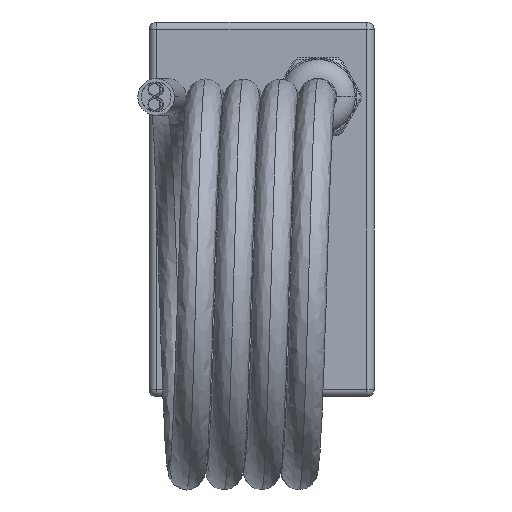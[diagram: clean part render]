
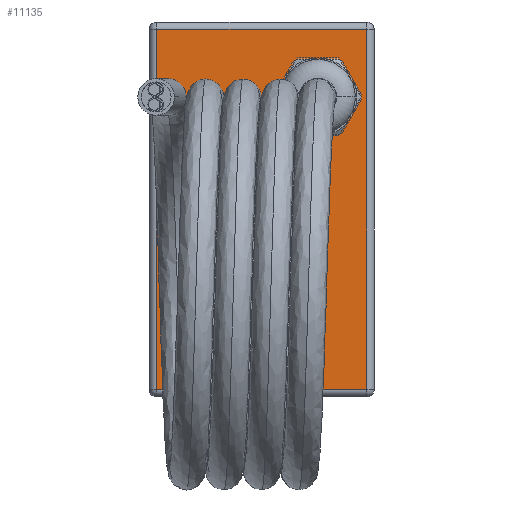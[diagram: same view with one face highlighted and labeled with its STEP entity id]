
A CAD part, left-side view. The second image highlights one B-rep face of the part: STEP entity #11135.
In plain terms, the highlighted planar face has unit normal (-1, 0, 0).
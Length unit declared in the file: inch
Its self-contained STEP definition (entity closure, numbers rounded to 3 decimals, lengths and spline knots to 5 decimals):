
#1145 = ORIENTED_EDGE ( 'NONE', *, *, #4423, .T. ) ;
#2809 = DIRECTION ( 'NONE',  ( 1., 0., 0. ) ) ;
#3090 = CARTESIAN_POINT ( 'NONE',  ( -1.25, 0.75, -1.2 ) ) ;
#3099 = EDGE_CURVE ( 'NONE', #7694, #6562, #17917, .T. ) ;
#3760 = DIRECTION ( 'NONE',  ( 0., 0., -1. ) ) ;
#4015 = CARTESIAN_POINT ( 'NONE',  ( -1.25, 0.7, 1.2 ) ) ;
#4423 = EDGE_CURVE ( 'NONE', #14702, #7694, #16499, .T. ) ;
#4439 = VECTOR ( 'NONE', #9360, 39.37008 ) ;
#5300 = CARTESIAN_POINT ( 'NONE',  ( -1.25, -0.7, 1.25 ) ) ;
#5473 = VERTEX_POINT ( 'NONE', #9945 ) ;
#6457 = CARTESIAN_POINT ( 'NONE',  ( -1.25, 0.7, 1.25 ) ) ;
#6531 = EDGE_LOOP ( 'NONE', ( #1145, #10199, #11120, #10783 ) ) ;
#6562 = VERTEX_POINT ( 'NONE', #14498 ) ;
#6911 = CARTESIAN_POINT ( 'NONE',  ( -1.25, 0.7, -1.2 ) ) ;
#7694 = VERTEX_POINT ( 'NONE', #6911 ) ;
#8182 = DIRECTION ( 'NONE',  ( 0., 0., 1. ) ) ;
#8585 = PLANE ( 'NONE',  #15262 ) ;
#8653 = FACE_OUTER_BOUND ( 'NONE', #6531, .T. ) ;
#9106 = DIRECTION ( 'NONE',  ( 0., -1., 0. ) ) ;
#9360 = DIRECTION ( 'NONE',  ( 0., 1., 0. ) ) ;
#9945 = CARTESIAN_POINT ( 'NONE',  ( -1.25, -0.7, 1.2 ) ) ;
#10188 = CARTESIAN_POINT ( 'NONE',  ( -1.25, 0.75, 1.25 ) ) ;
#10199 = ORIENTED_EDGE ( 'NONE', *, *, #3099, .T. ) ;
#10783 = ORIENTED_EDGE ( 'NONE', *, *, #13930, .T. ) ;
#11120 = ORIENTED_EDGE ( 'NONE', *, *, #17941, .T. ) ;
#11135 = ADVANCED_FACE ( 'NONE', ( #8653 ), #8585, .F. ) ;
#12141 = CARTESIAN_POINT ( 'NONE',  ( -1.25, 0.75, 1.2 ) ) ;
#12655 = VECTOR ( 'NONE', #3760, 39.37008 ) ;
#12935 = LINE ( 'NONE', #12141, #4439 ) ;
#13930 = EDGE_CURVE ( 'NONE', #5473, #14702, #12935, .T. ) ;
#14498 = CARTESIAN_POINT ( 'NONE',  ( -1.25, -0.7, -1.2 ) ) ;
#14702 = VERTEX_POINT ( 'NONE', #4015 ) ;
#15262 = AXIS2_PLACEMENT_3D ( 'NONE', #10188, #2809, #17450 ) ;
#16094 = VECTOR ( 'NONE', #9106, 39.37008 ) ;
#16499 = LINE ( 'NONE', #6457, #12655 ) ;
#16573 = LINE ( 'NONE', #5300, #17034 ) ;
#17034 = VECTOR ( 'NONE', #8182, 39.37008 ) ;
#17450 = DIRECTION ( 'NONE',  ( 0., 0., -1. ) ) ;
#17917 = LINE ( 'NONE', #3090, #16094 ) ;
#17941 = EDGE_CURVE ( 'NONE', #6562, #5473, #16573, .T. ) ;
